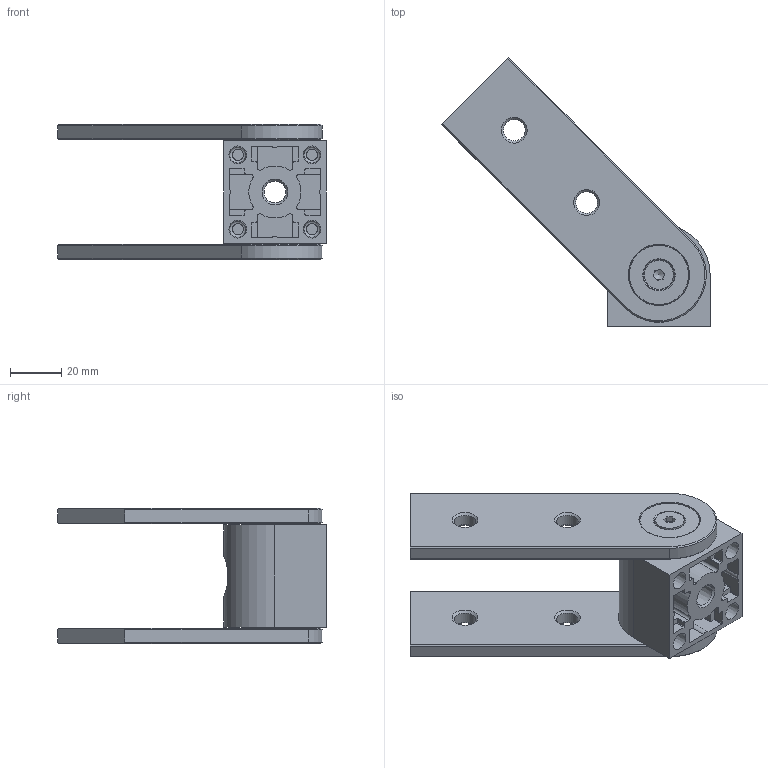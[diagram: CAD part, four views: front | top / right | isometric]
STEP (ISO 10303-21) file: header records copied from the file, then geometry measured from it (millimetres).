
FILE_DESCRIPTION(('STEP AP203'),'1');
FILE_NAME('%_____ComplementaryPartNumber=FIXE08E1044_.stp','2023-10-03T07:57:06',(' '),(' '),'Spatial InterOp 3D',' ',' ');
FILE_SCHEMA(('CONFIG_CONTROL_DESIGN'));
Length unit declared in the file: millimetre
Products named in the file (12): bras; Articulation bras d'appui 40x40; support
Assembly tree (9 placements, depth 2):
  bras
    bras
    bras
    bras
    bras
    bras
    bras
  Articulation bras d'appui 40x40
  support
    support
    support
    support
Bounding box: 104.85 x 104.85 x 52.83 mm (x, y, z)
Volume: 92643.3 mm3; surface area: 39756.9 mm2
Topology: 9 solids, 9 shells, 357 faces, 943 edges, 628 vertices
Faces by surface type: plane 160, cylinder 111, cone 50, torus 36
Full cylindrical faces by diameter (mm): 2 x4, 5 x2, 6 x2, 6.4 x2, 8.5 x4, 11.34 x2, 12.2 x2, 13 x2, 16 x2, 23.6 x2, 24 x2, 26 x2
Entity records: 11439 total; most frequent: CARTESIAN_POINT 2333, DIRECTION 1766, ORIENTED_EDGE 1552, EDGE_CURVE 776, AXIS2_PLACEMENT_3D 686, VERTEX_POINT 558, EDGE_LOOP 502, FACE_OUTER_BOUND 413
